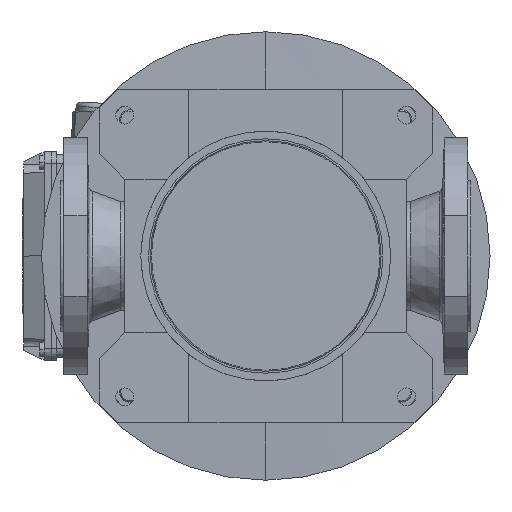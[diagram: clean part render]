
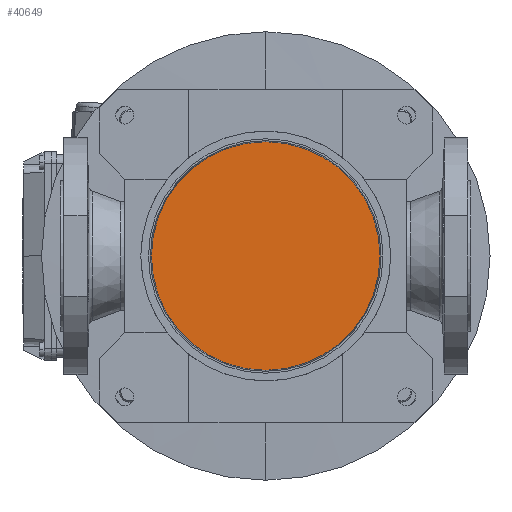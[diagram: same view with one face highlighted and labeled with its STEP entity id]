
A CAD part, front view. The second image highlights one B-rep face of the part: STEP entity #40649.
In plain terms, the highlighted planar face has unit normal (0, -1, 0).
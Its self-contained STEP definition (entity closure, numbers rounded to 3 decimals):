
#2036 = CIRCLE ( 'NONE', #4157, 89.214 ) ;
#4157 = AXIS2_PLACEMENT_3D ( 'NONE', #13458, #23111, #102235 ) ;
#7614 = DIRECTION ( 'NONE',  ( 0., 1., 0. ) ) ;
#8437 = PLANE ( 'NONE',  #30370 ) ;
#11351 = EDGE_CURVE ( 'NONE', #46401, #107401, #2036, .T. ) ;
#13290 = CARTESIAN_POINT ( 'NONE',  ( 0., -46., 89.214 ) ) ;
#13458 = CARTESIAN_POINT ( 'NONE',  ( 0., -46., 0. ) ) ;
#23111 = DIRECTION ( 'NONE',  ( 0., 1., 0. ) ) ;
#30370 = AXIS2_PLACEMENT_3D ( 'NONE', #104988, #47649, #57978 ) ;
#32097 = CIRCLE ( 'NONE', #64956, 89.214 ) ;
#33108 = ORIENTED_EDGE ( 'NONE', *, *, #11351, .F. ) ;
#40649 = ADVANCED_FACE ( 'NONE', ( #124316 ), #8437, .T. ) ;
#46401 = VERTEX_POINT ( 'NONE', #104047 ) ;
#47649 = DIRECTION ( 'NONE',  ( 0., -1., 0. ) ) ;
#57978 = DIRECTION ( 'NONE',  ( 0., 0., -1. ) ) ;
#58423 = DIRECTION ( 'NONE',  ( 0., 0., 1. ) ) ;
#60812 = ORIENTED_EDGE ( 'NONE', *, *, #69874, .F. ) ;
#64956 = AXIS2_PLACEMENT_3D ( 'NONE', #95783, #7614, #58423 ) ;
#69874 = EDGE_CURVE ( 'NONE', #107401, #46401, #32097, .T. ) ;
#95783 = CARTESIAN_POINT ( 'NONE',  ( 0., -46., 0. ) ) ;
#102235 = DIRECTION ( 'NONE',  ( 0., 0., 1. ) ) ;
#104047 = CARTESIAN_POINT ( 'NONE',  ( 0., -46., -89.214 ) ) ;
#104988 = CARTESIAN_POINT ( 'NONE',  ( 0., -46., 0. ) ) ;
#107401 = VERTEX_POINT ( 'NONE', #13290 ) ;
#124316 = FACE_OUTER_BOUND ( 'NONE', #126028, .T. ) ;
#126028 = EDGE_LOOP ( 'NONE', ( #33108, #60812 ) ) ;
